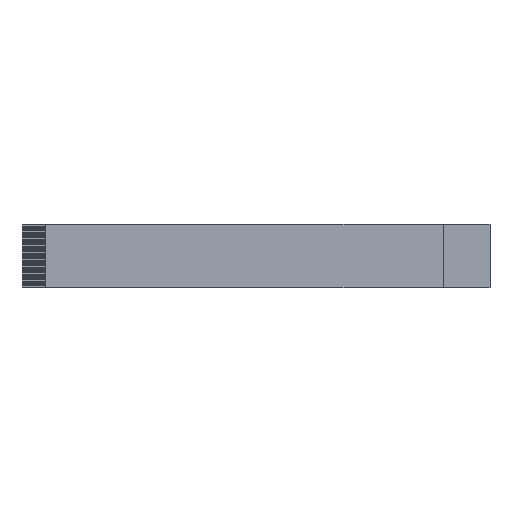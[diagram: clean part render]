
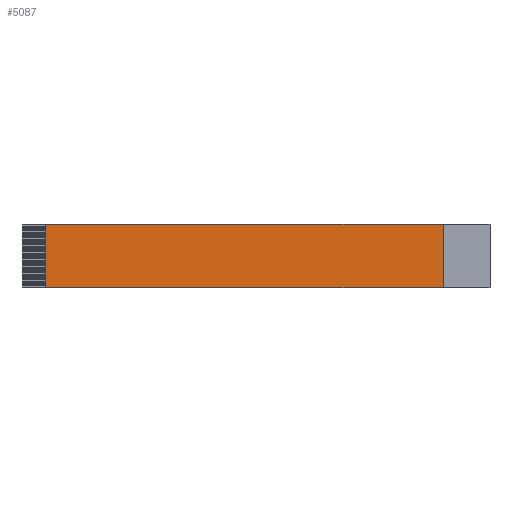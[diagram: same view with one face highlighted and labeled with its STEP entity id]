
A CAD part, top view. The second image highlights one B-rep face of the part: STEP entity #5087.
In plain terms, the highlighted planar face has unit normal (0, 0, 1).
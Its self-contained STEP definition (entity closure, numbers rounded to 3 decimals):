
#377=ORIENTED_EDGE('',*,*,#1475,.F.);
#378=ORIENTED_EDGE('',*,*,#1292,.F.);
#379=ORIENTED_EDGE('',*,*,#1476,.T.);
#380=ORIENTED_EDGE('',*,*,#1282,.T.);
#1282=EDGE_CURVE('',#1846,#1845,#2185,.T.);
#1292=EDGE_CURVE('',#1853,#1729,#2194,.T.);
#1475=EDGE_CURVE('',#1729,#1845,#2377,.T.);
#1476=EDGE_CURVE('',#1853,#1846,#2378,.T.);
#1729=VERTEX_POINT('',#6315);
#1845=VERTEX_POINT('',#6557);
#1846=VERTEX_POINT('',#6559);
#1853=VERTEX_POINT('',#6578);
#2185=LINE('',#6558,#2747);
#2194=LINE('',#6579,#2756);
#2377=LINE('',#6970,#2939);
#2378=LINE('',#6971,#2940);
#2747=VECTOR('',#5517,1000.);
#2756=VECTOR('',#5528,1000.);
#2939=VECTOR('',#5819,1000.);
#2940=VECTOR('',#5820,1000.);
#3249=EDGE_LOOP('',(#377,#378,#379,#380));
#3425=FACE_BOUND('',#3249,.T.);
#3601=PLANE('',#5270);
#5087=ADVANCED_FACE('',(#3425),#3601,.F.);
#5270=AXIS2_PLACEMENT_3D('',#6969,#5817,#5818);
#5517=DIRECTION('',(1.,0.,0.));
#5528=DIRECTION('',(1.,0.,0.));
#5817=DIRECTION('',(0.,0.,-1.));
#5818=DIRECTION('',(-1.,0.,0.));
#5819=DIRECTION('',(0.,-1.,0.));
#5820=DIRECTION('',(0.,-1.,0.));
#6315=CARTESIAN_POINT('',(40.,6.75,0.095));
#6557=CARTESIAN_POINT('',(40.,-6.75,0.095));
#6558=CARTESIAN_POINT('',(-45.,-6.75,0.095));
#6559=CARTESIAN_POINT('',(-45.,-6.75,0.095));
#6578=CARTESIAN_POINT('',(-45.,6.75,0.095));
#6579=CARTESIAN_POINT('',(-45.,6.75,0.095));
#6969=CARTESIAN_POINT('',(-45.,6.75,0.095));
#6970=CARTESIAN_POINT('',(40.,6.75,0.095));
#6971=CARTESIAN_POINT('',(-45.,6.75,0.095));
